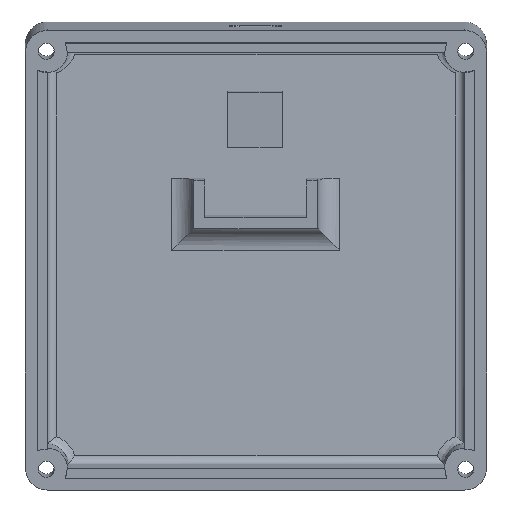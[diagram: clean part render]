
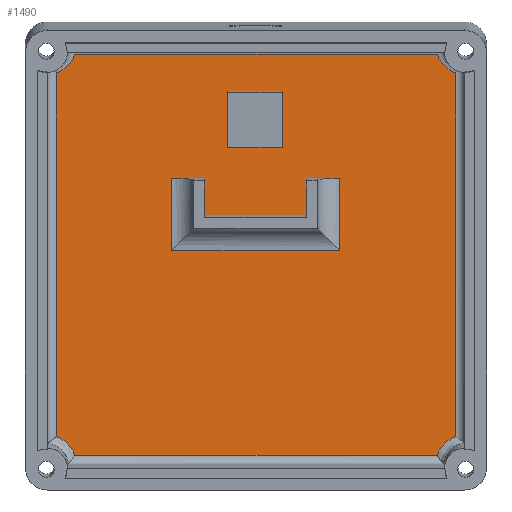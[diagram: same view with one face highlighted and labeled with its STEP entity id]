
A CAD part, top view. The second image highlights one B-rep face of the part: STEP entity #1490.
In plain terms, the highlighted planar face has unit normal (0, 0, 1).
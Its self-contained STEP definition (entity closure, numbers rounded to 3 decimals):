
#16=ELLIPSE('',#1574,5.541,5.52);
#17=ELLIPSE('',#1576,5.541,5.52);
#20=ELLIPSE('',#1579,5.541,5.52);
#22=ELLIPSE('',#1582,5.541,5.52);
#57=LINE('',#2154,#197);
#59=LINE('',#2187,#199);
#62=LINE('',#2279,#202);
#64=LINE('',#2388,#204);
#84=LINE('',#2485,#224);
#85=LINE('',#2487,#225);
#86=LINE('',#2489,#226);
#87=LINE('',#2490,#227);
#88=LINE('',#2493,#228);
#89=LINE('',#2495,#229);
#90=LINE('',#2497,#230);
#91=LINE('',#2499,#231);
#92=LINE('',#2501,#232);
#93=LINE('',#2503,#233);
#94=LINE('',#2505,#234);
#95=LINE('',#2506,#235);
#197=VECTOR('',#1730,10.);
#199=VECTOR('',#1734,10.);
#202=VECTOR('',#1743,10.);
#204=VECTOR('',#1755,10.);
#224=VECTOR('',#1793,10.);
#225=VECTOR('',#1794,10.);
#226=VECTOR('',#1795,10.);
#227=VECTOR('',#1796,10.);
#228=VECTOR('',#1797,10.);
#229=VECTOR('',#1798,10.);
#230=VECTOR('',#1799,10.);
#231=VECTOR('',#1800,10.);
#232=VECTOR('',#1801,10.);
#233=VECTOR('',#1802,10.);
#234=VECTOR('',#1803,10.);
#235=VECTOR('',#1804,10.);
#376=FACE_BOUND('',#493,.T.);
#377=FACE_BOUND('',#494,.T.);
#404=FACE_OUTER_BOUND('',#492,.T.);
#492=EDGE_LOOP('',(#1064,#1065,#1066,#1067,#1068,#1069,#1070,#1071));
#493=EDGE_LOOP('',(#1072,#1073,#1074,#1075));
#494=EDGE_LOOP('',(#1076,#1077,#1078,#1079,#1080,#1081,#1082,#1083));
#623=VERTEX_POINT('',#2152);
#624=VERTEX_POINT('',#2153);
#627=VERTEX_POINT('',#2185);
#628=VERTEX_POINT('',#2186);
#634=VERTEX_POINT('',#2254);
#637=VERTEX_POINT('',#2278);
#641=VERTEX_POINT('',#2363);
#644=VERTEX_POINT('',#2387);
#664=VERTEX_POINT('',#2483);
#665=VERTEX_POINT('',#2484);
#666=VERTEX_POINT('',#2486);
#667=VERTEX_POINT('',#2488);
#668=VERTEX_POINT('',#2491);
#669=VERTEX_POINT('',#2492);
#670=VERTEX_POINT('',#2494);
#671=VERTEX_POINT('',#2496);
#672=VERTEX_POINT('',#2498);
#673=VERTEX_POINT('',#2500);
#674=VERTEX_POINT('',#2502);
#675=VERTEX_POINT('',#2504);
#771=EDGE_CURVE('',#623,#624,#57,.T.);
#775=EDGE_CURVE('',#627,#628,#59,.T.);
#782=EDGE_CURVE('',#628,#634,#16,.T.);
#786=EDGE_CURVE('',#634,#637,#62,.T.);
#789=EDGE_CURVE('',#624,#627,#17,.T.);
#793=EDGE_CURVE('',#637,#641,#20,.T.);
#797=EDGE_CURVE('',#641,#644,#64,.T.);
#801=EDGE_CURVE('',#644,#623,#22,.T.);
#824=EDGE_CURVE('',#664,#665,#84,.T.);
#825=EDGE_CURVE('',#665,#666,#85,.T.);
#826=EDGE_CURVE('',#666,#667,#86,.T.);
#827=EDGE_CURVE('',#667,#664,#87,.T.);
#828=EDGE_CURVE('',#668,#669,#88,.T.);
#829=EDGE_CURVE('',#669,#670,#89,.T.);
#830=EDGE_CURVE('',#670,#671,#90,.T.);
#831=EDGE_CURVE('',#671,#672,#91,.T.);
#832=EDGE_CURVE('',#672,#673,#92,.T.);
#833=EDGE_CURVE('',#674,#673,#93,.T.);
#834=EDGE_CURVE('',#675,#674,#94,.T.);
#835=EDGE_CURVE('',#668,#675,#95,.T.);
#1064=ORIENTED_EDGE('',*,*,#775,.F.);
#1065=ORIENTED_EDGE('',*,*,#789,.F.);
#1066=ORIENTED_EDGE('',*,*,#771,.F.);
#1067=ORIENTED_EDGE('',*,*,#801,.F.);
#1068=ORIENTED_EDGE('',*,*,#797,.F.);
#1069=ORIENTED_EDGE('',*,*,#793,.F.);
#1070=ORIENTED_EDGE('',*,*,#786,.F.);
#1071=ORIENTED_EDGE('',*,*,#782,.F.);
#1072=ORIENTED_EDGE('',*,*,#824,.T.);
#1073=ORIENTED_EDGE('',*,*,#825,.T.);
#1074=ORIENTED_EDGE('',*,*,#826,.T.);
#1075=ORIENTED_EDGE('',*,*,#827,.T.);
#1076=ORIENTED_EDGE('',*,*,#828,.T.);
#1077=ORIENTED_EDGE('',*,*,#829,.T.);
#1078=ORIENTED_EDGE('',*,*,#830,.T.);
#1079=ORIENTED_EDGE('',*,*,#831,.T.);
#1080=ORIENTED_EDGE('',*,*,#832,.T.);
#1081=ORIENTED_EDGE('',*,*,#833,.F.);
#1082=ORIENTED_EDGE('',*,*,#834,.F.);
#1083=ORIENTED_EDGE('',*,*,#835,.F.);
#1435=PLANE('',#1589);
#1490=ADVANCED_FACE('',(#404,#376,#377),#1435,.F.);
#1574=AXIS2_PLACEMENT_3D('',#2255,#1738,#1739);
#1576=AXIS2_PLACEMENT_3D('',#2324,#1744,#1745);
#1579=AXIS2_PLACEMENT_3D('',#2364,#1750,#1751);
#1582=AXIS2_PLACEMENT_3D('',#2435,#1758,#1759);
#1589=AXIS2_PLACEMENT_3D('',#2482,#1791,#1792);
#1730=DIRECTION('',(-1.,0.,0.));
#1734=DIRECTION('',(0.,1.,0.));
#1738=DIRECTION('center_axis',(0.,0.,
1.));
#1739=DIRECTION('ref_axis',(0.,-1.,0.));
#1743=DIRECTION('',(1.,0.,0.));
#1744=DIRECTION('center_axis',(0.,0.,
1.));
#1745=DIRECTION('ref_axis',(0.,1.,0.));
#1750=DIRECTION('center_axis',(0.,0.,
1.));
#1751=DIRECTION('ref_axis',(0.,-1.,0.));
#1755=DIRECTION('',(0.,-1.,0.));
#1758=DIRECTION('center_axis',(0.,0.,
1.));
#1759=DIRECTION('ref_axis',(0.,1.,0.));
#1791=DIRECTION('center_axis',(0.,0.,
-1.));
#1792=DIRECTION('ref_axis',(1.,0.,0.));
#1793=DIRECTION('',(-1.,0.,0.));
#1794=DIRECTION('',(0.,1.,0.));
#1795=DIRECTION('',(1.,0.,0.));
#1796=DIRECTION('',(0.,-1.,0.));
#1797=DIRECTION('',(1.,0.,0.));
#1798=DIRECTION('',(0.,-1.,0.));
#1799=DIRECTION('',(1.,0.,0.));
#1800=DIRECTION('',(0.,1.,0.));
#1801=DIRECTION('',(1.,0.,0.));
#1802=DIRECTION('',(0.,1.,0.));
#1803=DIRECTION('',(1.,0.,0.));
#1804=DIRECTION('',(0.,-1.,0.));
#2152=CARTESIAN_POINT('',(166.277,1.899,0.283));
#2153=CARTESIAN_POINT('',(100.113,1.899,0.283));
#2154=CARTESIAN_POINT('',(114.145,1.899,0.283));
#2185=CARTESIAN_POINT('',(96.695,5.33,0.283));
#2186=CARTESIAN_POINT('',(96.695,71.746,0.283));
#2187=CARTESIAN_POINT('',(96.695,57.026,0.283));
#2254=CARTESIAN_POINT('',(100.113,75.177,0.283));
#2255=CARTESIAN_POINT('Origin',(94.895,76.984,0.283));
#2278=CARTESIAN_POINT('',(166.277,75.177,0.283));
#2279=CARTESIAN_POINT('',(152.245,75.177,0.283));
#2324=CARTESIAN_POINT('Origin',(94.895,0.092,0.283));
#2363=CARTESIAN_POINT('',(169.695,71.746,0.283));
#2364=CARTESIAN_POINT('Origin',(171.495,76.984,0.283));
#2387=CARTESIAN_POINT('',(169.695,5.33,0.283));
#2388=CARTESIAN_POINT('',(169.695,19.071,0.283));
#2435=CARTESIAN_POINT('Origin',(171.495,0.092,0.283));
#2482=CARTESIAN_POINT('Origin',(133.195,38.678,0.283));
#2483=CARTESIAN_POINT('',(138.,58.395,0.283));
#2484=CARTESIAN_POINT('',(128.,58.395,0.283));
#2485=CARTESIAN_POINT('',(130.598,58.395,0.283));
#2486=CARTESIAN_POINT('',(128.,68.434,0.283));
#2487=CARTESIAN_POINT('',(128.,53.685,0.283));
#2488=CARTESIAN_POINT('',(138.,68.434,0.283));
#2489=CARTESIAN_POINT('',(135.598,68.434,0.283));
#2490=CARTESIAN_POINT('',(138.,48.704,0.283));
#2491=CARTESIAN_POINT('',(117.83,52.513,0.283));
#2492=CARTESIAN_POINT('',(123.83,52.513,0.283));
#2493=CARTESIAN_POINT('',(128.513,52.513,0.283));
#2494=CARTESIAN_POINT('',(123.83,45.737,0.283));
#2495=CARTESIAN_POINT('',(123.83,42.423,0.283));
#2496=CARTESIAN_POINT('',(142.41,45.737,0.283));
#2497=CARTESIAN_POINT('',(137.803,45.737,0.283));
#2498=CARTESIAN_POINT('',(142.41,52.513,0.283));
#2499=CARTESIAN_POINT('',(142.41,45.785,0.283));
#2500=CARTESIAN_POINT('',(148.41,52.513,0.283));
#2501=CARTESIAN_POINT('',(138.803,52.513,0.283));
#2502=CARTESIAN_POINT('',(148.41,39.364,0.283));
#2503=CARTESIAN_POINT('',(148.41,41.426,0.283));
#2504=CARTESIAN_POINT('',(117.83,39.364,0.283));
#2505=CARTESIAN_POINT('',(127.513,39.364,0.283));
#2506=CARTESIAN_POINT('',(117.83,45.785,0.283));
